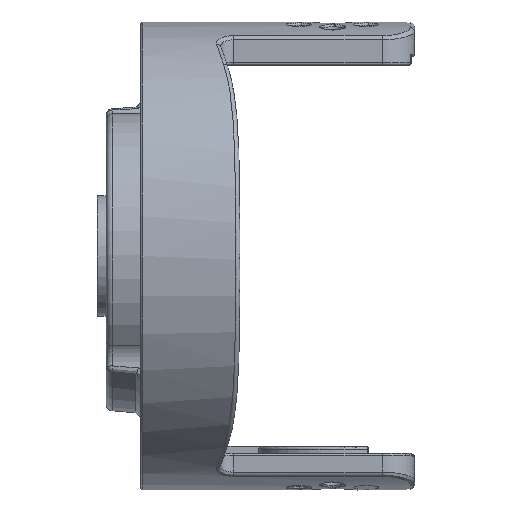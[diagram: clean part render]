
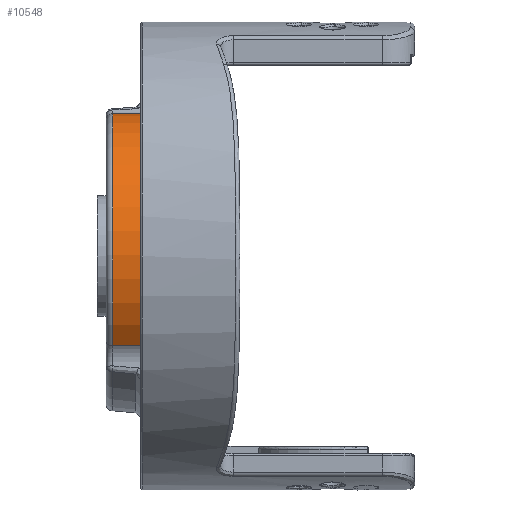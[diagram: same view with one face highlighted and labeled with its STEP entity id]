
A CAD part, left-side view. The second image highlights one B-rep face of the part: STEP entity #10548.
In plain terms, the highlighted cylindrical face has radius 33 mm (diameter 66 mm), a partial arc.
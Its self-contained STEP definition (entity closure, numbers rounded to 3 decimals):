
#288=CYLINDRICAL_SURFACE('',#11334,33.);
#646=CIRCLE('',#11335,33.);
#647=CIRCLE('',#11336,33.);
#1472=FACE_OUTER_BOUND('',#2077,.T.);
#2077=EDGE_LOOP('',(#7889,#7890,#7891,#7892));
#2654=LINE('',#17151,#3287);
#2838=LINE('',#25908,#3471);
#3287=VECTOR('',#12361,1000.);
#3471=VECTOR('',#13091,1000.);
#4299=VERTEX_POINT('',#16985);
#4302=VERTEX_POINT('',#16992);
#4701=VERTEX_POINT('',#25732);
#4706=VERTEX_POINT('',#25743);
#5462=EDGE_CURVE('',#4302,#4299,#2654,.T.);
#5980=EDGE_CURVE('',#4299,#4701,#646,.T.);
#5981=EDGE_CURVE('',#4706,#4701,#2838,.T.);
#5982=EDGE_CURVE('',#4706,#4302,#647,.T.);
#7889=ORIENTED_EDGE('',*,*,#5980,.T.);
#7890=ORIENTED_EDGE('',*,*,#5981,.F.);
#7891=ORIENTED_EDGE('',*,*,#5982,.T.);
#7892=ORIENTED_EDGE('',*,*,#5462,.T.);
#10548=ADVANCED_FACE('',(#1472),#288,.T.);
#11334=AXIS2_PLACEMENT_3D('',#25906,#13087,#13088);
#11335=AXIS2_PLACEMENT_3D('',#25907,#13089,#13090);
#11336=AXIS2_PLACEMENT_3D('',#25909,#13092,#13093);
#12361=DIRECTION('',(0.,-1.,0.));
#13087=DIRECTION('center_axis',(0.,-1.,0.));
#13088=DIRECTION('ref_axis',(-0.866,0.,0.5));
#13089=DIRECTION('center_axis',(0.,1.,0.));
#13090=DIRECTION('ref_axis',(0.,0.,1.));
#13091=DIRECTION('',(0.,-1.,0.));
#13092=DIRECTION('center_axis',(0.,-1.,0.));
#13093=DIRECTION('ref_axis',(0.,0.,1.));
#16985=CARTESIAN_POINT('',(4.354,321.551,-4.504));
#16992=CARTESIAN_POINT('',(4.354,342.051,-4.504));
#17151=CARTESIAN_POINT('',(4.354,357.551,-4.504));
#25732=CARTESIAN_POINT('',(35.162,321.551,48.858));
#25743=CARTESIAN_POINT('',(35.162,342.051,48.858));
#25906=CARTESIAN_POINT('Origin',(30.,357.551,16.264));
#25907=CARTESIAN_POINT('Origin',(30.,321.551,16.264));
#25908=CARTESIAN_POINT('',(35.162,357.551,48.858));
#25909=CARTESIAN_POINT('Origin',(30.,342.051,16.264));
